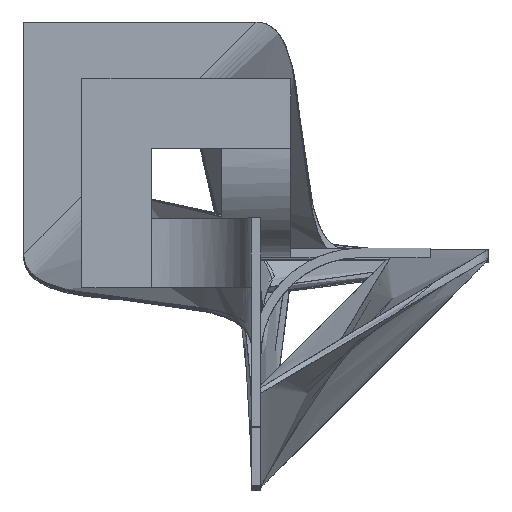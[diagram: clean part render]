
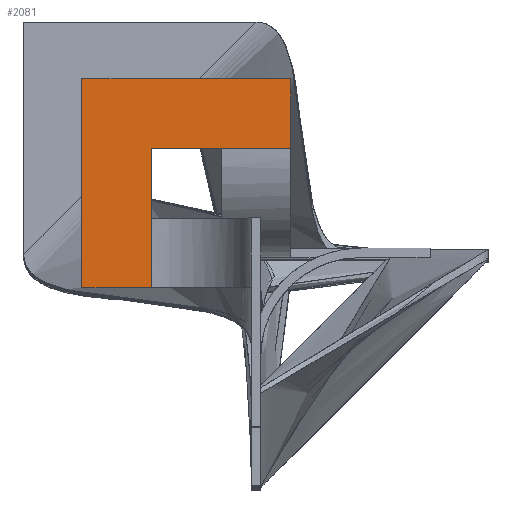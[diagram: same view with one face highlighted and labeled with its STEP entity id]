
A CAD part, top view. The second image highlights one B-rep face of the part: STEP entity #2081.
In plain terms, the highlighted free-form (B-spline) face has degree [1, 1] with [2, 2] control points.
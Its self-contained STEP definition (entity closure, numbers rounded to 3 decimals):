
#2081 = ADVANCED_FACE('',(#2082),#2140,.T.);
#2082 = FACE_BOUND('',#2083,.T.);
#2083 = EDGE_LOOP('',(#2084,#2093,#2100,#2107,#2114,#2121,#2128,#2135));
#2084 = ORIENTED_EDGE('',*,*,#2085,.T.);
#2085 = EDGE_CURVE('',#2086,#2088,#2090,.T.);
#2086 = VERTEX_POINT('',#2087);
#2087 = CARTESIAN_POINT('',(-59.109,59.109,
    2.627));
#2088 = VERTEX_POINT('',#2089);
#2089 = CARTESIAN_POINT('',(-19.703,59.109,
    2.627));
#2090 = B_SPLINE_CURVE_WITH_KNOTS('',1,(#2091,#2092),.UNSPECIFIED.,.F.,
  .F.,(2,2),(0.,30.),.PIECEWISE_BEZIER_KNOTS.);
#2091 = CARTESIAN_POINT('',(-59.109,59.109,
    2.627));
#2092 = CARTESIAN_POINT('',(-19.703,59.109,
    2.627));
#2093 = ORIENTED_EDGE('',*,*,#2094,.T.);
#2094 = EDGE_CURVE('',#2088,#2095,#2097,.T.);
#2095 = VERTEX_POINT('',#2096);
#2096 = CARTESIAN_POINT('',(19.703,59.109,
    2.627));
#2097 = B_SPLINE_CURVE_WITH_KNOTS('',1,(#2098,#2099),.UNSPECIFIED.,.F.,
  .F.,(2,2),(0.,30.),.PIECEWISE_BEZIER_KNOTS.);
#2098 = CARTESIAN_POINT('',(-19.703,59.109,
    2.627));
#2099 = CARTESIAN_POINT('',(19.703,59.109,
    2.627));
#2100 = ORIENTED_EDGE('',*,*,#2101,.T.);
#2101 = EDGE_CURVE('',#2095,#2102,#2104,.T.);
#2102 = VERTEX_POINT('',#2103);
#2103 = CARTESIAN_POINT('',(19.703,98.516,
    2.627));
#2104 = B_SPLINE_CURVE_WITH_KNOTS('',1,(#2105,#2106),.UNSPECIFIED.,.F.,
  .F.,(2,2),(0.,30.),.PIECEWISE_BEZIER_KNOTS.);
#2105 = CARTESIAN_POINT('',(19.703,59.109,
    2.627));
#2106 = CARTESIAN_POINT('',(19.703,98.516,
    2.627));
#2107 = ORIENTED_EDGE('',*,*,#2108,.T.);
#2108 = EDGE_CURVE('',#2102,#2109,#2111,.T.);
#2109 = VERTEX_POINT('',#2110);
#2110 = CARTESIAN_POINT('',(-98.516,98.516,
    2.627));
#2111 = B_SPLINE_CURVE_WITH_KNOTS('',1,(#2112,#2113),.UNSPECIFIED.,.F.,
  .F.,(2,2),(0.,90.),.PIECEWISE_BEZIER_KNOTS.);
#2112 = CARTESIAN_POINT('',(19.703,98.516,
    2.627));
#2113 = CARTESIAN_POINT('',(-98.516,98.516,
    2.627));
#2114 = ORIENTED_EDGE('',*,*,#2115,.T.);
#2115 = EDGE_CURVE('',#2109,#2116,#2118,.T.);
#2116 = VERTEX_POINT('',#2117);
#2117 = CARTESIAN_POINT('',(-98.516,-19.703,
    2.627));
#2118 = B_SPLINE_CURVE_WITH_KNOTS('',1,(#2119,#2120),.UNSPECIFIED.,.F.,
  .F.,(2,2),(0.,90.),.PIECEWISE_BEZIER_KNOTS.);
#2119 = CARTESIAN_POINT('',(-98.516,98.516,
    2.627));
#2120 = CARTESIAN_POINT('',(-98.516,-19.703,
    2.627));
#2121 = ORIENTED_EDGE('',*,*,#2122,.T.);
#2122 = EDGE_CURVE('',#2116,#2123,#2125,.T.);
#2123 = VERTEX_POINT('',#2124);
#2124 = CARTESIAN_POINT('',(-59.109,-19.703,
    2.627));
#2125 = B_SPLINE_CURVE_WITH_KNOTS('',1,(#2126,#2127),.UNSPECIFIED.,.F.,
  .F.,(2,2),(0.,30.),.PIECEWISE_BEZIER_KNOTS.);
#2126 = CARTESIAN_POINT('',(-98.516,-19.703,
    2.627));
#2127 = CARTESIAN_POINT('',(-59.109,-19.703,
    2.627));
#2128 = ORIENTED_EDGE('',*,*,#2129,.T.);
#2129 = EDGE_CURVE('',#2123,#2130,#2132,.T.);
#2130 = VERTEX_POINT('',#2131);
#2131 = CARTESIAN_POINT('',(-59.109,19.703,
    2.627));
#2132 = B_SPLINE_CURVE_WITH_KNOTS('',1,(#2133,#2134),.UNSPECIFIED.,.F.,
  .F.,(2,2),(0.,30.),.PIECEWISE_BEZIER_KNOTS.);
#2133 = CARTESIAN_POINT('',(-59.109,-19.703,
    2.627));
#2134 = CARTESIAN_POINT('',(-59.109,19.703,
    2.627));
#2135 = ORIENTED_EDGE('',*,*,#2136,.T.);
#2136 = EDGE_CURVE('',#2130,#2086,#2137,.T.);
#2137 = B_SPLINE_CURVE_WITH_KNOTS('',1,(#2138,#2139),.UNSPECIFIED.,.F.,
  .F.,(2,2),(0.,30.),.PIECEWISE_BEZIER_KNOTS.);
#2138 = CARTESIAN_POINT('',(-59.109,19.703,
    2.627));
#2139 = CARTESIAN_POINT('',(-59.109,59.109,
    2.627));
#2140 = B_SPLINE_SURFACE_WITH_KNOTS('',1,1,(
    (#2141,#2142)
    ,(#2143,#2144
    )),.UNSPECIFIED.,.F.,.F.,.F.,(2,2),(2,2),(0.,1.),(0.,1.),
  .PIECEWISE_BEZIER_KNOTS.);
#2141 = CARTESIAN_POINT('',(-98.516,-19.703,
    2.627));
#2142 = CARTESIAN_POINT('',(-98.516,98.516,
    2.627));
#2143 = CARTESIAN_POINT('',(19.703,-19.703,
    2.627));
#2144 = CARTESIAN_POINT('',(19.703,98.516,
    2.627));
